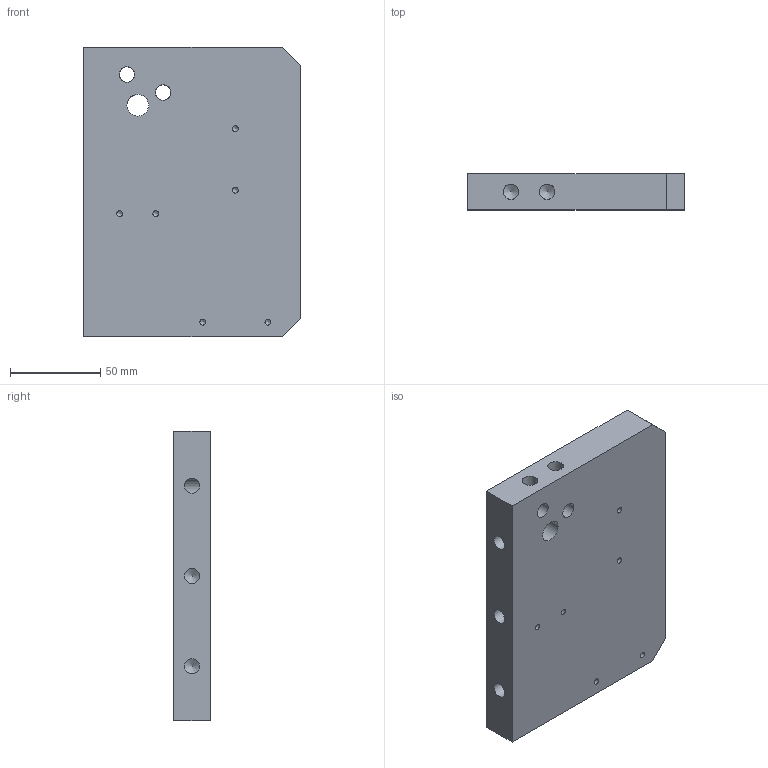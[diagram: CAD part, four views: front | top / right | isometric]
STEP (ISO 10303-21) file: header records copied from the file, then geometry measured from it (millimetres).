
FILE_DESCRIPTION(/* description */ (''),/* implementation_level */ '2;1');
FILE_NAME(/* name */ 'F1628AM.stp',/* time_stamp */ '2024-05-15T12:11:10+02:00',/* author */ ('Z420'),/* organization */ (''),/* preprocessor_version */ 'ST-DEVELOPER v18.1',/* originating_system */ 'Autodesk Inventor 2022',/* authorisation */ '');
FILE_SCHEMA (('AUTOMOTIVE_DESIGN { 1 0 10303 214 3 1 1 }'));
Length unit declared in the file: millimetre
Products named in the file (1): tasseau O
Bounding box: 120 x 20 x 160 mm (x, y, z)
Volume: 364279.3 mm3; surface area: 57147.2 mm2
Topology: 1 solids, 1 shells, 56 faces, 142 edges, 85 vertices
Faces by surface type: cylinder 28, cone 18, plane 10
Full cylindrical faces by diameter (mm): 3.242 x10, 4.134 x1, 8.4 x6, 8.566 x8, 12 x1
Entity records: 1756 total; most frequent: CARTESIAN_POINT 386, DIRECTION 284, ORIENTED_EDGE 250, EDGE_CURVE 125, AXIS2_PLACEMENT_3D 110, VERTEX_POINT 85, EDGE_LOOP 84, LINE 64
